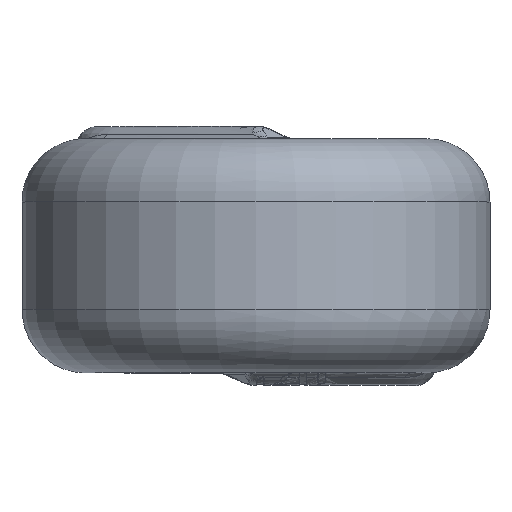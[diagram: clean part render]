
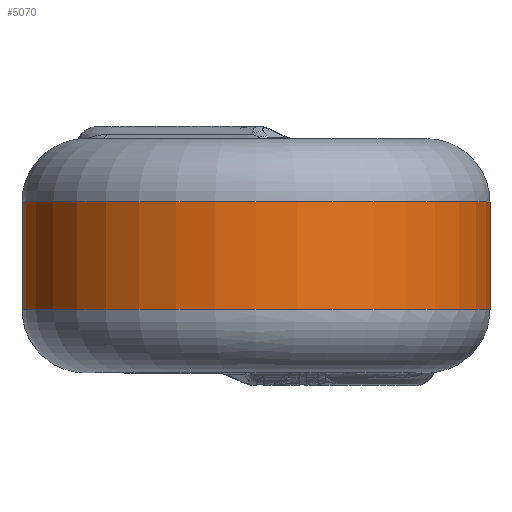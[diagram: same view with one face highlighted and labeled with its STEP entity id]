
A CAD part, top view. The second image highlights one B-rep face of the part: STEP entity #5070.
In plain terms, the highlighted cylindrical face has radius 3.7 mm (diameter 7.4 mm), a full revolution.
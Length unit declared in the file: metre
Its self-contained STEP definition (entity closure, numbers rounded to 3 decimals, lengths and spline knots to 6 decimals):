
#55=CYLINDRICAL_SURFACE('',#5288,0.0037);
#116=CIRCLE('',#5289,0.0037);
#117=CIRCLE('',#5290,0.0037);
#1385=ORIENTED_EDGE('',*,*,#2209,.T.);
#1386=ORIENTED_EDGE('',*,*,#2210,.F.);
#2209=EDGE_CURVE('',#2623,#2623,#116,.T.);
#2210=EDGE_CURVE('',#2624,#2624,#117,.T.);
#2623=VERTEX_POINT('',#8474);
#2624=VERTEX_POINT('',#8476);
#3118=EDGE_LOOP('',(#1385));
#3119=EDGE_LOOP('',(#1386));
#3346=FACE_BOUND('',#3118,.T.);
#3347=FACE_BOUND('',#3119,.T.);
#5070=ADVANCED_FACE('',(#3346,#3347),#55,.T.);
#5288=AXIS2_PLACEMENT_3D('',#8472,#5877,#5878);
#5289=AXIS2_PLACEMENT_3D('',#8473,#5879,#5880);
#5290=AXIS2_PLACEMENT_3D('',#8475,#5881,#5882);
#5877=DIRECTION('',(0.,1.,0.));
#5878=DIRECTION('',(0.,0.,1.));
#5879=DIRECTION('',(0.,1.,0.));
#5880=DIRECTION('',(0.,0.,1.));
#5881=DIRECTION('',(0.,1.,0.));
#5882=DIRECTION('',(0.,0.,1.));
#8472=CARTESIAN_POINT('',(0.,-0.00185,0.));
#8473=CARTESIAN_POINT('',(0.,-0.00085,0.));
#8474=CARTESIAN_POINT('',(0.,-0.00085,0.0037));
#8475=CARTESIAN_POINT('',(0.,0.00085,0.));
#8476=CARTESIAN_POINT('',(0.,0.00085,0.0037));
